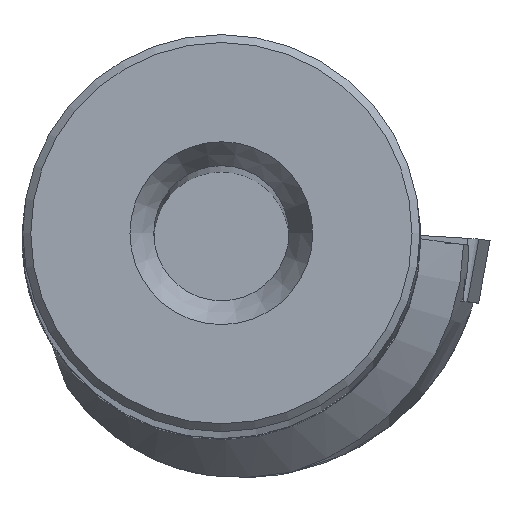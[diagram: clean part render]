
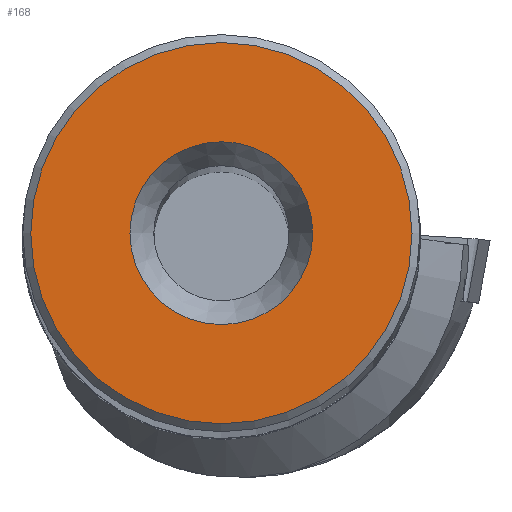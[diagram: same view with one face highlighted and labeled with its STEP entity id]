
A CAD part, top view. The second image highlights one B-rep face of the part: STEP entity #168.
In plain terms, the highlighted planar face has unit normal (0, 0, 1).
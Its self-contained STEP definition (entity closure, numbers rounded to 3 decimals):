
#168=ADVANCED_FACE('',(#287,#288),#196,.T.);
#196=PLANE('',#831);
#287=FACE_BOUND('',#338,.T.);
#288=FACE_BOUND('',#339,.T.);
#338=EDGE_LOOP('',(#466));
#339=EDGE_LOOP('',(#467));
#466=ORIENTED_EDGE('',*,*,#650,.T.);
#467=ORIENTED_EDGE('',*,*,#651,.F.);
#577=VERTEX_POINT('',#1368);
#578=VERTEX_POINT('',#1370);
#650=EDGE_CURVE('',#577,#577,#694,.T.);
#651=EDGE_CURVE('',#578,#578,#695,.T.);
#694=CIRCLE('',#829,5.75);
#695=CIRCLE('',#830,11.991);
#829=AXIS2_PLACEMENT_3D('',#1367,#990,#991);
#830=AXIS2_PLACEMENT_3D('',#1369,#992,#993);
#831=AXIS2_PLACEMENT_3D('',#1371,#994,#995);
#990=DIRECTION('',(0.,0.,-1.));
#991=DIRECTION('',(-1.,0.,0.));
#992=DIRECTION('',(0.,0.,-1.));
#993=DIRECTION('',(-1.,0.,0.));
#994=DIRECTION('',(0.,0.,1.));
#995=DIRECTION('',(-1.,0.,0.));
#1367=CARTESIAN_POINT('',(0.,0.,0.));
#1368=CARTESIAN_POINT('',(-5.75,0.,0.));
#1369=CARTESIAN_POINT('',(0.,0.,0.));
#1370=CARTESIAN_POINT('',(-11.991,0.,0.));
#1371=CARTESIAN_POINT('',(0.,0.,0.));
